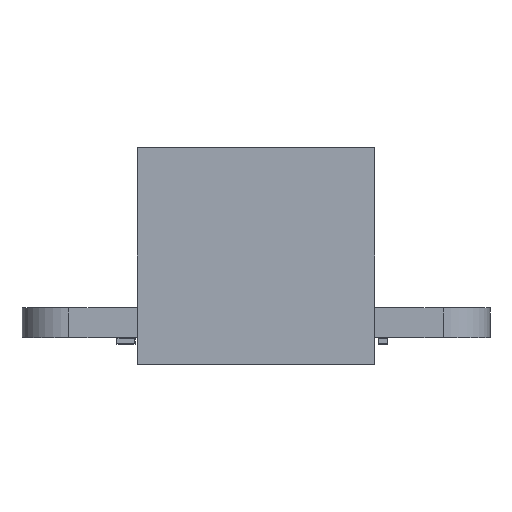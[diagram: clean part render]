
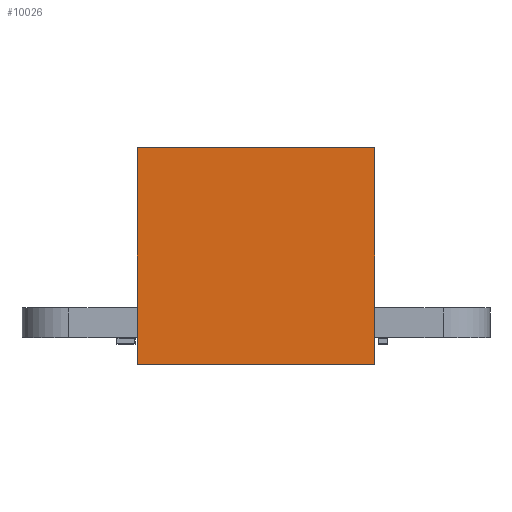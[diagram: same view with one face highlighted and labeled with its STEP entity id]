
A CAD part, front view. The second image highlights one B-rep face of the part: STEP entity #10026.
In plain terms, the highlighted planar face has unit normal (0, -1, 0).
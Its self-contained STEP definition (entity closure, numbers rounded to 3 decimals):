
#10026 = ADVANCED_FACE('',(#10027),#10061,.F.);
#10027 = FACE_BOUND('',#10028,.F.);
#10028 = EDGE_LOOP('',(#10029,#10039,#10047,#10055));
#10029 = ORIENTED_EDGE('',*,*,#10030,.T.);
#10030 = EDGE_CURVE('',#10031,#10033,#10035,.T.);
#10031 = VERTEX_POINT('',#10032);
#10032 = CARTESIAN_POINT('',(-6.35,-1.245,0.));
#10033 = VERTEX_POINT('',#10034);
#10034 = CARTESIAN_POINT('',(-6.35,-1.245,11.54));
#10035 = LINE('',#10036,#10037);
#10036 = CARTESIAN_POINT('',(-6.35,-1.245,0.));
#10037 = VECTOR('',#10038,1.);
#10038 = DIRECTION('',(0.,0.,1.));
#10039 = ORIENTED_EDGE('',*,*,#10040,.T.);
#10040 = EDGE_CURVE('',#10033,#10041,#10043,.T.);
#10041 = VERTEX_POINT('',#10042);
#10042 = CARTESIAN_POINT('',(6.35,-1.245,11.54));
#10043 = LINE('',#10044,#10045);
#10044 = CARTESIAN_POINT('',(-6.35,-1.245,11.54));
#10045 = VECTOR('',#10046,1.);
#10046 = DIRECTION('',(1.,0.,0.));
#10047 = ORIENTED_EDGE('',*,*,#10048,.F.);
#10048 = EDGE_CURVE('',#10049,#10041,#10051,.T.);
#10049 = VERTEX_POINT('',#10050);
#10050 = CARTESIAN_POINT('',(6.35,-1.245,0.));
#10051 = LINE('',#10052,#10053);
#10052 = CARTESIAN_POINT('',(6.35,-1.245,0.));
#10053 = VECTOR('',#10054,1.);
#10054 = DIRECTION('',(0.,0.,1.));
#10055 = ORIENTED_EDGE('',*,*,#10056,.F.);
#10056 = EDGE_CURVE('',#10031,#10049,#10057,.T.);
#10057 = LINE('',#10058,#10059);
#10058 = CARTESIAN_POINT('',(-6.35,-1.245,0.));
#10059 = VECTOR('',#10060,1.);
#10060 = DIRECTION('',(1.,0.,0.));
#10061 = PLANE('',#10062);
#10062 = AXIS2_PLACEMENT_3D('',#10063,#10064,#10065);
#10063 = CARTESIAN_POINT('',(-6.35,-1.245,0.));
#10064 = DIRECTION('',(0.,1.,0.));
#10065 = DIRECTION('',(1.,0.,0.));
